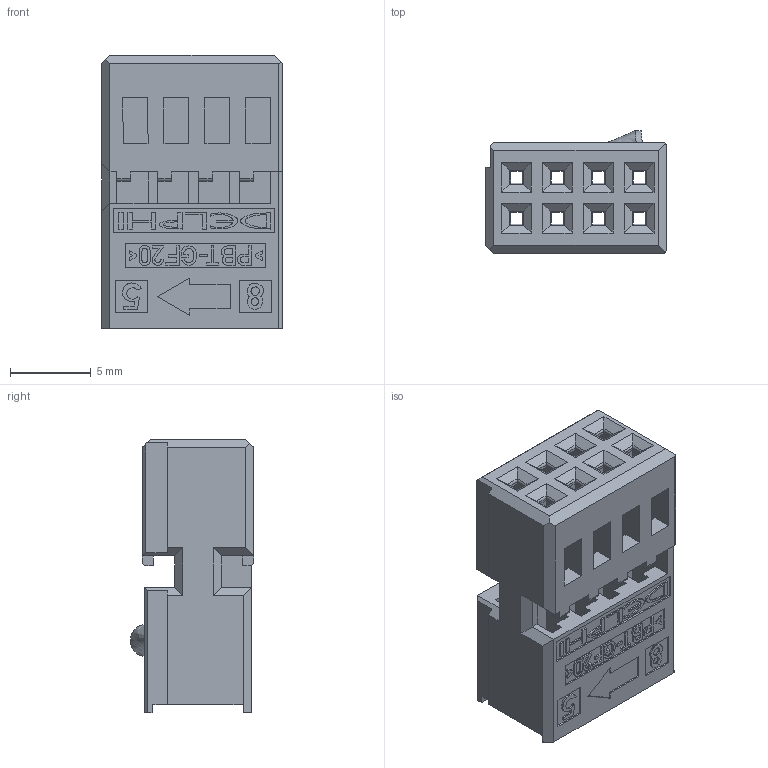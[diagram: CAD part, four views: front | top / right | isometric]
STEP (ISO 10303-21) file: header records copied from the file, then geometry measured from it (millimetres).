
FILE_DESCRIPTION(/* description */ (''),/* implementation_level */ '2;1');
FILE_NAME(/* name */ '15493279_04AA-LOCK.stp',/* time_stamp */ '2023-07-14T21:25:27+08:00',/* author */ (''),/* organization */ (''),/* preprocessor_version */ 'ST-DEVELOPER v16',/* originating_system */ 'SIEMENS PLM Software NX 11.0',/* authorisation */ '');
FILE_SCHEMA (('AUTOMOTIVE_DESIGN { 1 0 10303 214 3 1 1 1 }'));
Length unit declared in the file: millimetre
Products named in the file (1): 15493279_04AA-LOCK
Bounding box: 11.2 x 7.65 x 17 mm (x, y, z)
Volume: 604.5 mm3; surface area: 1800.4 mm2
Topology: 1 solids, 1 shells, 883 faces, 2390 edges, 1553 vertices
Faces by surface type: plane 686, cylinder 116, bspline 33, cone 32, extrusion 16
Full cylindrical faces by diameter (mm): 2.333 x1, 4 x1
Entity records: 35853 total; most frequent: CARTESIAN_POINT 7517, ORIENTED_EDGE 4772, DIRECTION 4219, EDGE_CURVE 2386, VECTOR 1997, LINE 1981, VERTEX_POINT 1551, AXIS2_PLACEMENT_3D 1111
